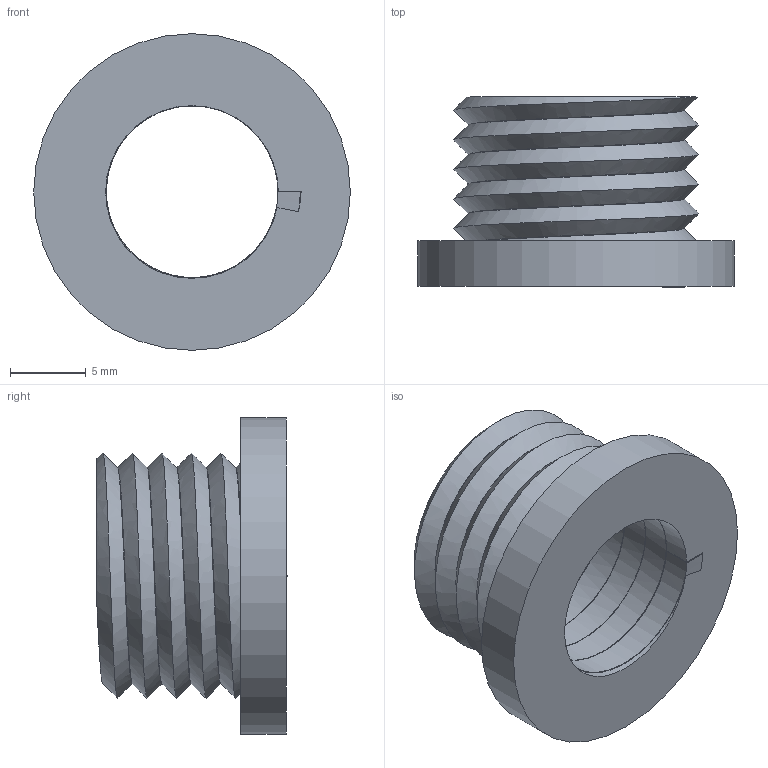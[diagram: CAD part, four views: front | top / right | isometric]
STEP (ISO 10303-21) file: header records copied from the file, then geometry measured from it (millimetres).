
FILE_DESCRIPTION(/* description */ (''),/* implementation_level */ '2;1');
FILE_NAME(/* name */ '20_Cube_Insert_Lens_lid_diameter_15mm.ipt.step',/* time_stamp */ '2022-11-29T08:03:19+01:00',/* author */ ('UC2'),/* organization */ (''),/* preprocessor_version */ 'ST-DEVELOPER v18.1',/* originating_system */ 'Autodesk Inventor 2022',/* authorisation */ '');
FILE_SCHEMA (('AUTOMOTIVE_DESIGN { 1 0 10303 214 3 1 1 }'));
Length unit declared in the file: inch
Products named in the file (1): 20_Cube_Insert_Lens_lid_diameter_15mm
Bounding box: 20.91 x 12.56 x 20.91 mm (x, y, z)
Volume: 1475.9 mm3; surface area: 2256.1 mm2
Topology: 1 solids, 1 shells, 20 faces, 54 edges, 36 vertices
Faces by surface type: cylinder 10, plane 5, bspline 5
Full cylindrical faces by diameter (mm): 11.344 x5, 20.915 x1
Entity records: 2714 total; most frequent: CARTESIAN_POINT 2229, ORIENTED_EDGE 108, DIRECTION 62, EDGE_CURVE 54, VERTEX_POINT 36, B_SPLINE_CURVE_WITH_KNOTS 30, EDGE_LOOP 22, AXIS2_PLACEMENT_3D 22
